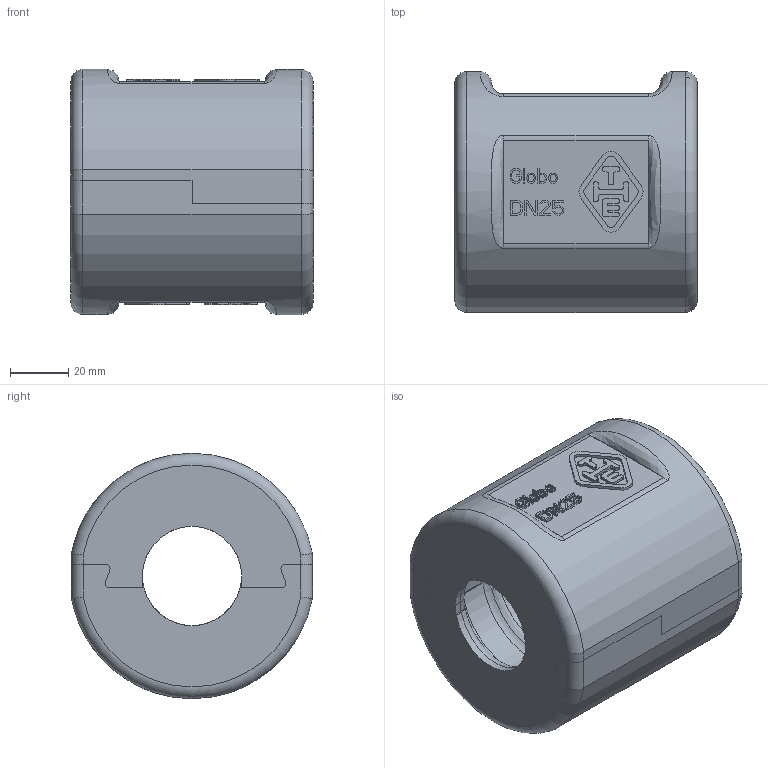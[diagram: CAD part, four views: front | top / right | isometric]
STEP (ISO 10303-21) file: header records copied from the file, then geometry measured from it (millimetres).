
FILE_DESCRIPTION((''),'2;1');
FILE_NAME('0600-04-553_ASM','2021-08-31T08:07:10',('reileo'),(''),'CREO PARAMETRIC BY PTC INC, 2020044','CREO PARAMETRIC BY PTC INC, 2020044','');
FILE_SCHEMA(('CONFIG_CONTROL_DESIGN'));
Length unit declared in the file: millimetre
Products named in the file (2): 0600-04-553; 0600-04-553_ASM
Assembly tree (2 placements, depth 2):
  0600-04-553_ASM
    0600-04-553  x2
Bounding box: 83 x 82.6 x 84 mm (x, y, z)
Volume: 293016.6 mm3; surface area: 51439.3 mm2
Topology: 2 solids, 2 shells, 1428 faces, 3968 edges, 2612 vertices
Faces by surface type: plane 860, extrusion 326, cylinder 168, bspline 42, torus 24, sphere 8
Entity records: 25278 total; most frequent: CARTESIAN_POINT 7597, ORIENTED_EDGE 3968, DIRECTION 3007, EDGE_CURVE 1984, VECTOR 1583, LINE 1420, VERTEX_POINT 1306, EDGE_LOOP 750
